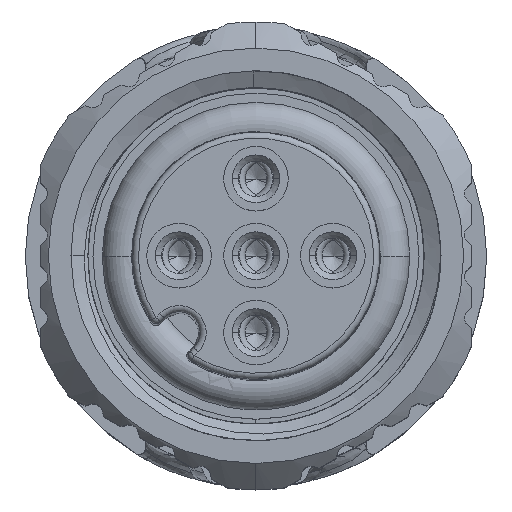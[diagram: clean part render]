
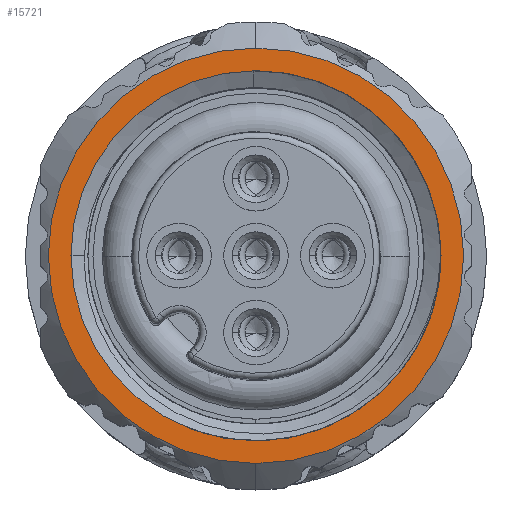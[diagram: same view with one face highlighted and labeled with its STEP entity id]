
A CAD part, top view. The second image highlights one B-rep face of the part: STEP entity #15721.
In plain terms, the highlighted planar face has unit normal (0, 0, 1).
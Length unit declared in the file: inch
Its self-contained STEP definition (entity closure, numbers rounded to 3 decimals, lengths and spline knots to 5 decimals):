
#2257=CARTESIAN_POINT('',(0.,0.,0.));
#2258=DIRECTION('',(0.,0.,-1.));
#2259=DIRECTION('',(0.,1.,0.));
#2260=AXIS2_PLACEMENT_3D('',#2257,#2258,#2259);
#2262=CARTESIAN_POINT('',(0.,0.,0.));
#2263=DIRECTION('',(0.,0.,-1.));
#2264=DIRECTION('',(0.,-1.,0.));
#2265=AXIS2_PLACEMENT_3D('',#2262,#2263,#2264);
#2267=CARTESIAN_POINT('',(0.,0.,0.));
#2268=DIRECTION('',(0.,0.,-1.));
#2269=DIRECTION('',(1.,0.,0.));
#2270=AXIS2_PLACEMENT_3D('',#2267,#2268,#2269);
#2272=CARTESIAN_POINT('',(0.,0.,0.));
#2273=DIRECTION('',(0.,0.,1.));
#2274=DIRECTION('',(1.,0.,0.));
#2275=AXIS2_PLACEMENT_3D('',#2272,#2273,#2274);
#11976=CARTESIAN_POINT('',(0.23681,0.,0.));
#11977=CARTESIAN_POINT('',(-0.23681,0.,0.));
#11978=VERTEX_POINT('',#11976);
#11979=VERTEX_POINT('',#11977);
#12368=CARTESIAN_POINT('',(0.,0.26575,0.));
#12369=CARTESIAN_POINT('',(0.,-0.26575,0.));
#12370=VERTEX_POINT('',#12368);
#12371=VERTEX_POINT('',#12369);
#15706=CARTESIAN_POINT('',(0.,0.,0.));
#15707=DIRECTION('',(0.,0.,-1.));
#15708=DIRECTION('',(1.,0.,0.));
#15709=AXIS2_PLACEMENT_3D('',#15706,#15707,#15708);
#15710=PLANE('',#15709);
#15711=ORIENTED_EDGE('',*,*,#14388,.T.);
#15712=ORIENTED_EDGE('',*,*,#14909,.T.);
#15713=EDGE_LOOP('',(#15711,#15712));
#15714=FACE_OUTER_BOUND('',#15713,.F.);
#15716=ORIENTED_EDGE('',*,*,#15715,.F.);
#15718=ORIENTED_EDGE('',*,*,#15717,.T.);
#15719=EDGE_LOOP('',(#15716,#15718));
#15720=FACE_BOUND('',#15719,.F.);
#15721=ADVANCED_FACE('',(#15714,#15720),#15710,.F.);
#2261=CIRCLE('',#2260,0.26575);
#2266=CIRCLE('',#2265,0.26575);
#2271=CIRCLE('',#2270,0.23681);
#2276=CIRCLE('',#2275,0.23681);
#14388=EDGE_CURVE('',#12370,#12371,#2261,.T.);
#14909=EDGE_CURVE('',#12371,#12370,#2266,.T.);
#15715=EDGE_CURVE('',#11978,#11979,#2271,.T.);
#15717=EDGE_CURVE('',#11978,#11979,#2276,.T.);
